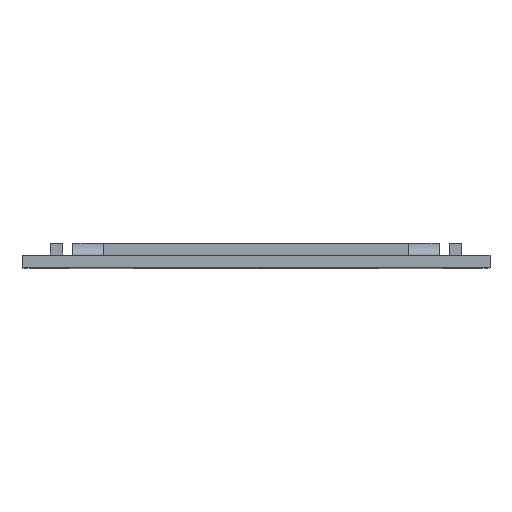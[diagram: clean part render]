
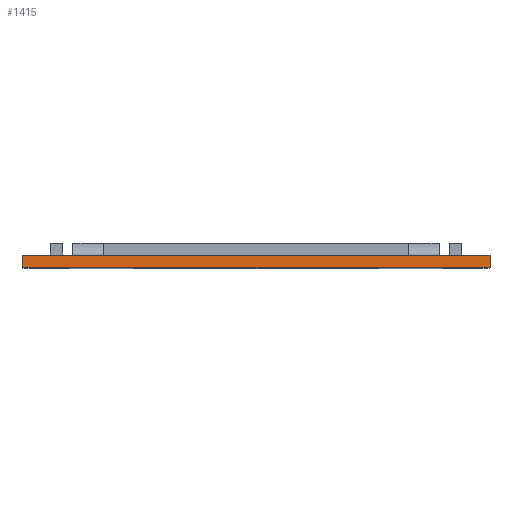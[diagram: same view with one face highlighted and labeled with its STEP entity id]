
A CAD part, top view. The second image highlights one B-rep face of the part: STEP entity #1415.
In plain terms, the highlighted planar face has unit normal (0, 0, 1).
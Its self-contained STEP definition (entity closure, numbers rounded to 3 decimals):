
#63 = VERTEX_POINT ( 'NONE', #892 ) ;
#125 = FACE_OUTER_BOUND ( 'NONE', #1746, .T. ) ;
#143 = EDGE_CURVE ( 'NONE', #503, #63, #1188, .T. ) ;
#149 = VERTEX_POINT ( 'NONE', #361 ) ;
#235 = LINE ( 'NONE', #1332, #558 ) ;
#328 = EDGE_CURVE ( 'NONE', #526, #63, #235, .T. ) ;
#347 = CARTESIAN_POINT ( 'NONE',  ( -57.5, 0., 130. ) ) ;
#361 = CARTESIAN_POINT ( 'NONE',  ( -57.5, 3., 130. ) ) ;
#433 = DIRECTION ( 'NONE',  ( 1., 0., 0. ) ) ;
#496 = CARTESIAN_POINT ( 'NONE',  ( -57.5, 3., 130. ) ) ;
#503 = VERTEX_POINT ( 'NONE', #890 ) ;
#526 = VERTEX_POINT ( 'NONE', #347 ) ;
#545 = EDGE_CURVE ( 'NONE', #149, #526, #1726, .T. ) ;
#558 = VECTOR ( 'NONE', #433, 1000. ) ;
#596 = EDGE_CURVE ( 'NONE', #149, #503, #1341, .T. ) ;
#612 = DIRECTION ( 'NONE',  ( 0., -1., 0. ) ) ;
#646 = VECTOR ( 'NONE', #666, 1000. ) ;
#666 = DIRECTION ( 'NONE',  ( 1., 0., 0. ) ) ;
#685 = PLANE ( 'NONE',  #1257 ) ;
#803 = DIRECTION ( 'NONE',  ( -1., 0., 0. ) ) ;
#824 = ORIENTED_EDGE ( 'NONE', *, *, #328, .T. ) ;
#890 = CARTESIAN_POINT ( 'NONE',  ( 57.5, 3., 130. ) ) ;
#892 = CARTESIAN_POINT ( 'NONE',  ( 57.5, 0., 130. ) ) ;
#925 = CARTESIAN_POINT ( 'NONE',  ( -57.5, 3., 130. ) ) ;
#982 = ORIENTED_EDGE ( 'NONE', *, *, #143, .F. ) ;
#1049 = DIRECTION ( 'NONE',  ( 0., -1., 0. ) ) ;
#1168 = VECTOR ( 'NONE', #1049, 1000. ) ;
#1181 = CARTESIAN_POINT ( 'NONE',  ( 57.5, 3., 130. ) ) ;
#1188 = LINE ( 'NONE', #1181, #1331 ) ;
#1242 = DIRECTION ( 'NONE',  ( 0., 0., -1. ) ) ;
#1257 = AXIS2_PLACEMENT_3D ( 'NONE', #1634, #1242, #803 ) ;
#1331 = VECTOR ( 'NONE', #612, 1000. ) ;
#1332 = CARTESIAN_POINT ( 'NONE',  ( -57.5, 0., 130. ) ) ;
#1341 = LINE ( 'NONE', #925, #646 ) ;
#1415 = ADVANCED_FACE ( 'NONE', ( #125 ), #685, .F. ) ;
#1453 = ORIENTED_EDGE ( 'NONE', *, *, #596, .F. ) ;
#1527 = ORIENTED_EDGE ( 'NONE', *, *, #545, .T. ) ;
#1634 = CARTESIAN_POINT ( 'NONE',  ( -57.5, 3., 130. ) ) ;
#1726 = LINE ( 'NONE', #496, #1168 ) ;
#1746 = EDGE_LOOP ( 'NONE', ( #824, #982, #1453, #1527 ) ) ;
